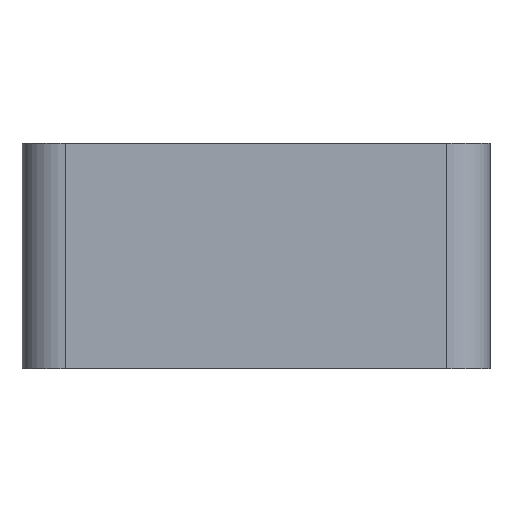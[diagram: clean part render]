
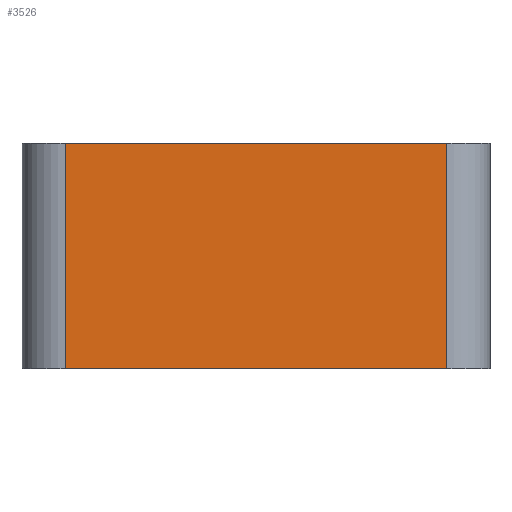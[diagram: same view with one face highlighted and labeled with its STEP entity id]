
A CAD part, left-side view. The second image highlights one B-rep face of the part: STEP entity #3526.
In plain terms, the highlighted face is planar.
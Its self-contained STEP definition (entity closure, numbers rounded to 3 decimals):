
#80=PLANE('',#3779);
#212=FACE_OUTER_BOUND('',#413,.T.);
#413=EDGE_LOOP('',(#2482,#2483,#2484,#2485));
#659=LINE('',#5281,#1011);
#678=LINE('',#5403,#1030);
#680=LINE('',#5409,#1032);
#681=LINE('',#5410,#1033);
#1011=VECTOR('',#4165,10.);
#1030=VECTOR('',#4234,10.);
#1032=VECTOR('',#4240,10.);
#1033=VECTOR('',#4241,10.);
#1528=VERTEX_POINT('',#5278);
#1529=VERTEX_POINT('',#5280);
#1560=VERTEX_POINT('',#5402);
#1562=VERTEX_POINT('',#5408);
#1883=EDGE_CURVE('',#1528,#1529,#659,.T.);
#1923=EDGE_CURVE('',#1529,#1560,#678,.T.);
#1926=EDGE_CURVE('',#1562,#1528,#680,.T.);
#1927=EDGE_CURVE('',#1560,#1562,#681,.T.);
#2482=ORIENTED_EDGE('',*,*,#1923,.F.);
#2483=ORIENTED_EDGE('',*,*,#1883,.F.);
#2484=ORIENTED_EDGE('',*,*,#1926,.F.);
#2485=ORIENTED_EDGE('',*,*,#1927,.F.);
#3526=ADVANCED_FACE('',(#212),#80,.T.);
#3779=AXIS2_PLACEMENT_3D('',#5407,#4238,#4239);
#4165=DIRECTION('',(-1.,0.,0.));
#4234=DIRECTION('',(0.,0.,-1.));
#4238=DIRECTION('center_axis',(0.,1.,0.));
#4239=DIRECTION('ref_axis',(-1.,0.,0.));
#4240=DIRECTION('',(0.,0.,1.));
#4241=DIRECTION('',(1.,0.,0.));
#5278=CARTESIAN_POINT('',(22.,17.5,26.));
#5280=CARTESIAN_POINT('',(-22.,17.5,26.));
#5281=CARTESIAN_POINT('',(-27.,17.5,26.));
#5402=CARTESIAN_POINT('',(-22.,17.5,0.));
#5403=CARTESIAN_POINT('',(-22.,17.5,0.));
#5407=CARTESIAN_POINT('Origin',(27.,17.5,0.));
#5408=CARTESIAN_POINT('',(22.,17.5,0.));
#5409=CARTESIAN_POINT('',(22.,17.5,0.));
#5410=CARTESIAN_POINT('',(-27.,17.5,0.));
